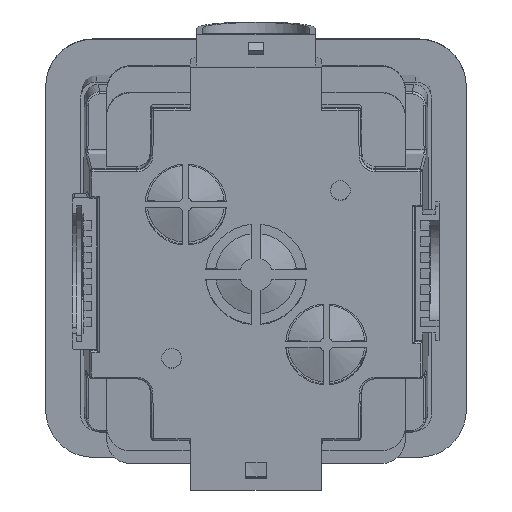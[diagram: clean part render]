
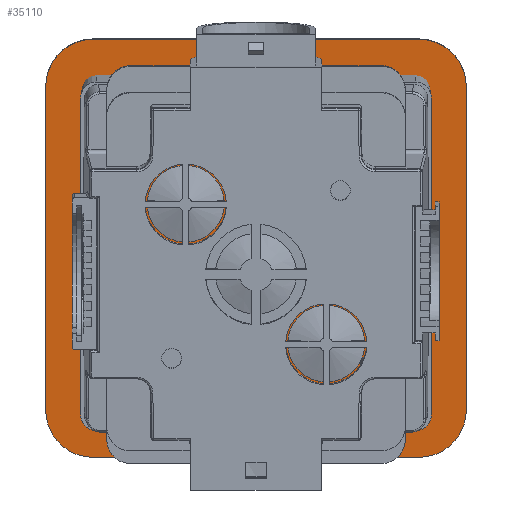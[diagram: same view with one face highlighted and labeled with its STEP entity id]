
A CAD part, front view. The second image highlights one B-rep face of the part: STEP entity #35110.
In plain terms, the highlighted planar face has unit normal (0, -0.995, -0.104).
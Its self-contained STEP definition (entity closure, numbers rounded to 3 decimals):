
#650 = AXIS2_PLACEMENT_3D ( 'NONE', #39571, #13573, #9964 ) ;
#2103 = AXIS2_PLACEMENT_3D ( 'NONE', #32132, #9064, #27750 ) ;
#2120 = VERTEX_POINT ( 'NONE', #44618 ) ;
#2332 = CARTESIAN_POINT ( 'NONE',  ( -52.884, 55.116, 40.178 ) ) ;
#2352 = VERTEX_POINT ( 'NONE', #30205 ) ;
#3119 = DIRECTION ( 'NONE',  ( 0., 0.995, 0.105 ) ) ;
#3903 = ORIENTED_EDGE ( 'NONE', *, *, #26421, .F. ) ;
#4296 = CARTESIAN_POINT ( 'NONE',  ( 40.925, 64.921, -53.117 ) ) ;
#6950 = CARTESIAN_POINT ( 'NONE',  ( 40.925, 63.671, -41.224 ) ) ;
#7610 = VECTOR ( 'NONE', #26873, 1000. ) ;
#7985 = LINE ( 'NONE', #12076, #7610 ) ;
#8534 = CARTESIAN_POINT ( 'NONE',  ( 40.925, 55.116, 40.178 ) ) ;
#9064 = DIRECTION ( 'NONE',  ( 0., 0.995, 0.105 ) ) ;
#9153 = CIRCLE ( 'NONE', #15348, 11.959 ) ;
#9681 = ORIENTED_EDGE ( 'NONE', *, *, #18800, .F. ) ;
#9964 = DIRECTION ( 'NONE',  ( -1., 0., 0. ) ) ;
#10812 = DIRECTION ( 'NONE',  ( -1., 0., 0. ) ) ;
#10863 = DIRECTION ( 'NONE',  ( -1., 0., 0. ) ) ;
#12076 = CARTESIAN_POINT ( 'NONE',  ( 52.884, 59.394, -0.523 ) ) ;
#12366 = ORIENTED_EDGE ( 'NONE', *, *, #13575, .F. ) ;
#13573 = DIRECTION ( 'NONE',  ( 0., 0.995, 0.105 ) ) ;
#13575 = EDGE_CURVE ( 'NONE', #2120, #2352, #9153, .T. ) ;
#13790 = CARTESIAN_POINT ( 'NONE',  ( 0., 64.921, -53.117 ) ) ;
#14922 = PLANE ( 'NONE',  #17569 ) ;
#15348 = AXIS2_PLACEMENT_3D ( 'NONE', #8534, #23336, #38141 ) ;
#16237 = ORIENTED_EDGE ( 'NONE', *, *, #47447, .T. ) ;
#17147 = CARTESIAN_POINT ( 'NONE',  ( -52.884, 59.394, -0.523 ) ) ;
#17569 = AXIS2_PLACEMENT_3D ( 'NONE', #6950, #44520, #10812 ) ;
#17680 = LINE ( 'NONE', #47538, #47647 ) ;
#18377 = CIRCLE ( 'NONE', #2103, 11.959 ) ;
#18800 = EDGE_CURVE ( 'NONE', #28901, #45631, #47040, .T. ) ;
#20185 = EDGE_LOOP ( 'NONE', ( #16237, #12366, #34945, #36611, #20303, #3903, #9681, #23788 ) ) ;
#20303 = ORIENTED_EDGE ( 'NONE', *, *, #32405, .F. ) ;
#22360 = CIRCLE ( 'NONE', #650, 11.959 ) ;
#22745 = CARTESIAN_POINT ( 'NONE',  ( -52.884, 63.671, -41.224 ) ) ;
#22827 = AXIS2_PLACEMENT_3D ( 'NONE', #40479, #3119, #10863 ) ;
#23336 = DIRECTION ( 'NONE',  ( 0., 0.995, 0.105 ) ) ;
#23788 = ORIENTED_EDGE ( 'NONE', *, *, #39846, .F. ) ;
#24731 = DIRECTION ( 'NONE',  ( 1., 0., 0. ) ) ;
#25462 = VERTEX_POINT ( 'NONE', #22745 ) ;
#25630 = VERTEX_POINT ( 'NONE', #46494 ) ;
#26421 = EDGE_CURVE ( 'NONE', #45631, #25462, #43753, .T. ) ;
#26873 = DIRECTION ( 'NONE',  ( 0., -0.105, 0.995 ) ) ;
#27750 = DIRECTION ( 'NONE',  ( -1., 0., 0. ) ) ;
#28849 = EDGE_CURVE ( 'NONE', #34931, #2120, #17680, .T. ) ;
#28901 = VERTEX_POINT ( 'NONE', #4296 ) ;
#29007 = FACE_OUTER_BOUND ( 'NONE', #20185, .T. ) ;
#29863 = CARTESIAN_POINT ( 'NONE',  ( -40.925, 64.921, -53.117 ) ) ;
#30205 = CARTESIAN_POINT ( 'NONE',  ( 52.884, 55.116, 40.178 ) ) ;
#32132 = CARTESIAN_POINT ( 'NONE',  ( -40.925, 55.116, 40.178 ) ) ;
#32405 = EDGE_CURVE ( 'NONE', #25462, #40562, #40230, .T. ) ;
#33533 = VECTOR ( 'NONE', #36578, 1000. ) ;
#34931 = VERTEX_POINT ( 'NONE', #42129 ) ;
#34945 = ORIENTED_EDGE ( 'NONE', *, *, #28849, .F. ) ;
#35110 = ADVANCED_FACE ( 'NONE', ( #29007 ), #14922, .T. ) ;
#35371 = EDGE_CURVE ( 'NONE', #40562, #34931, #18377, .T. ) ;
#35613 = VECTOR ( 'NONE', #43399, 1000. ) ;
#36578 = DIRECTION ( 'NONE',  ( 0., -0.105, 0.995 ) ) ;
#36611 = ORIENTED_EDGE ( 'NONE', *, *, #35371, .F. ) ;
#38141 = DIRECTION ( 'NONE',  ( -1., 0., 0. ) ) ;
#39571 = CARTESIAN_POINT ( 'NONE',  ( 40.925, 63.671, -41.224 ) ) ;
#39846 = EDGE_CURVE ( 'NONE', #25630, #28901, #22360, .T. ) ;
#40230 = LINE ( 'NONE', #17147, #33533 ) ;
#40479 = CARTESIAN_POINT ( 'NONE',  ( -40.925, 63.671, -41.224 ) ) ;
#40562 = VERTEX_POINT ( 'NONE', #2332 ) ;
#42129 = CARTESIAN_POINT ( 'NONE',  ( -40.925, 53.866, 52.071 ) ) ;
#43399 = DIRECTION ( 'NONE',  ( -1., 0., 0. ) ) ;
#43753 = CIRCLE ( 'NONE', #22827, 11.959 ) ;
#44520 = DIRECTION ( 'NONE',  ( 0., -0.995, -0.105 ) ) ;
#44618 = CARTESIAN_POINT ( 'NONE',  ( 40.925, 53.866, 52.071 ) ) ;
#45631 = VERTEX_POINT ( 'NONE', #29863 ) ;
#46494 = CARTESIAN_POINT ( 'NONE',  ( 52.884, 63.671, -41.224 ) ) ;
#47040 = LINE ( 'NONE', #13790, #35613 ) ;
#47447 = EDGE_CURVE ( 'NONE', #25630, #2352, #7985, .T. ) ;
#47538 = CARTESIAN_POINT ( 'NONE',  ( 0., 53.866, 52.071 ) ) ;
#47647 = VECTOR ( 'NONE', #24731, 1000. ) ;
